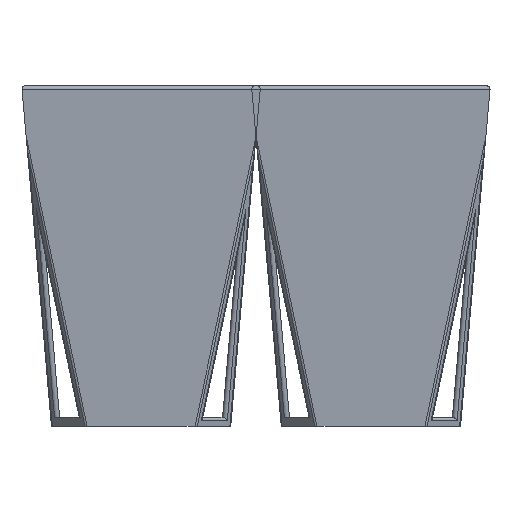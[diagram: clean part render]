
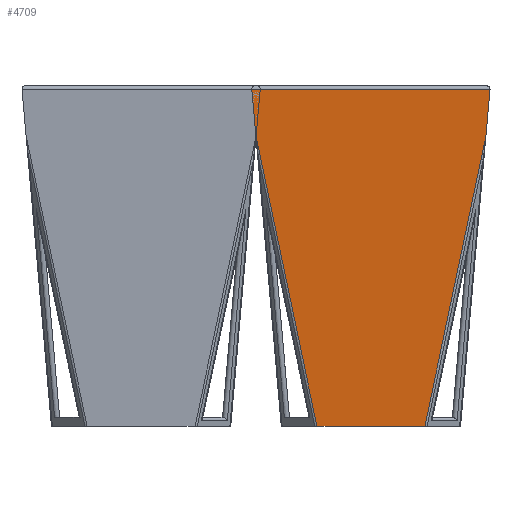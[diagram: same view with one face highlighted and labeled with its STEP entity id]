
A CAD part, left-side view. The second image highlights one B-rep face of the part: STEP entity #4709.
In plain terms, the highlighted planar face has unit normal (-0.996, 0, -0.087).
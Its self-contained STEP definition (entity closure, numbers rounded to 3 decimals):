
#91=PLANE('',#5003);
#197=FACE_OUTER_BOUND('',#463,.T.);
#463=EDGE_LOOP('',(#3163,#3164,#3165,#3166,#3167,#3168));
#753=LINE('',#7002,#1215);
#759=LINE('',#7014,#1221);
#785=LINE('',#7075,#1247);
#788=LINE('',#7088,#1250);
#793=LINE('',#7098,#1255);
#794=LINE('',#7099,#1256);
#1215=VECTOR('',#5506,0.5);
#1221=VECTOR('',#5516,10.);
#1247=VECTOR('',#5566,10.);
#1250=VECTOR('',#5585,10.);
#1255=VECTOR('',#5592,10.);
#1256=VECTOR('',#5593,0.5);
#1918=VERTEX_POINT('',#6995);
#1920=VERTEX_POINT('',#7000);
#1924=VERTEX_POINT('',#7013);
#1947=VERTEX_POINT('',#7074);
#1949=VERTEX_POINT('',#7087);
#1953=VERTEX_POINT('',#7097);
#2370=EDGE_CURVE('',#1920,#1918,#753,.T.);
#2376=EDGE_CURVE('',#1924,#1918,#759,.T.);
#2406=EDGE_CURVE('',#1924,#1947,#785,.T.);
#2413=EDGE_CURVE('',#1947,#1949,#788,.T.);
#2418=EDGE_CURVE('',#1920,#1953,#793,.T.);
#2419=EDGE_CURVE('',#1949,#1953,#794,.T.);
#3163=ORIENTED_EDGE('',*,*,#2370,.F.);
#3164=ORIENTED_EDGE('',*,*,#2418,.T.);
#3165=ORIENTED_EDGE('',*,*,#2419,.F.);
#3166=ORIENTED_EDGE('',*,*,#2413,.F.);
#3167=ORIENTED_EDGE('',*,*,#2406,.F.);
#3168=ORIENTED_EDGE('',*,*,#2376,.T.);
#4709=ADVANCED_FACE('',(#197),#91,.T.);
#5003=AXIS2_PLACEMENT_3D('',#7096,#5590,#5591);
#5506=DIRECTION('',(-0.085,0.205,0.975));
#5516=DIRECTION('',(0.087,-0.087,-0.992));
#5566=DIRECTION('',(0.,-1.,0.));
#5585=DIRECTION('',(0.087,0.087,-0.992));
#5590=DIRECTION('center_axis',(-0.996,0.,-0.087));
#5591=DIRECTION('ref_axis',(0.,1.,0.));
#5592=DIRECTION('',(0.,-1.,0.));
#5593=DIRECTION('',(0.085,0.205,-0.975));
#6995=CARTESIAN_POINT('',(0.724,39.276,-8.274));
#7000=CARTESIAN_POINT('',(4.987,29.041,-57.));
#7002=CARTESIAN_POINT('',(0.018,40.972,-0.203));
#7013=CARTESIAN_POINT('',(0.048,39.952,-0.544));
#7014=CARTESIAN_POINT('',(0.151,39.849,-1.723));
#7074=CARTESIAN_POINT('',(0.048,0.048,-0.544));
#7075=CARTESIAN_POINT('',(0.048,30.,-0.544));
#7087=CARTESIAN_POINT('',(0.742,0.742,-8.484));
#7088=CARTESIAN_POINT('',(0.151,0.151,-1.723));
#7096=CARTESIAN_POINT('Origin',(0.,40.,0.));
#7097=CARTESIAN_POINT('',(4.987,10.959,-57.));
#7098=CARTESIAN_POINT('',(4.987,40.,-57.));
#7099=CARTESIAN_POINT('',(0.719,0.686,-8.216));
